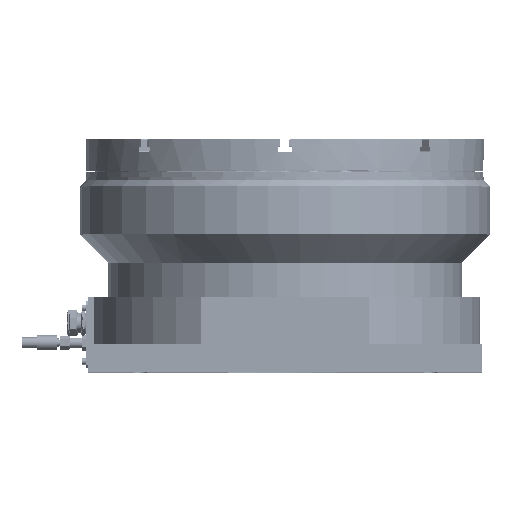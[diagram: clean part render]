
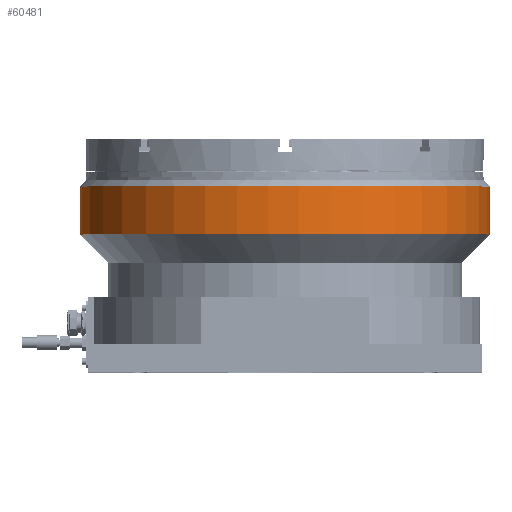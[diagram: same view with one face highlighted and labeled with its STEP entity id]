
A CAD part, top view. The second image highlights one B-rep face of the part: STEP entity #60481.
In plain terms, the highlighted free-form (B-spline) face has degree [2, 1] with [5, 2] control points.
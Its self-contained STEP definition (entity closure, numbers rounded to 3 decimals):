
#60450 = VERTEX_POINT('',#60451);
#60451 = CARTESIAN_POINT('',(-336.863,-77.738,
    0.));
#60456 = EDGE_CURVE('',#60450,#60457,#60459,.T.);
#60457 = VERTEX_POINT('',#60458);
#60458 = CARTESIAN_POINT('',(336.863,-77.738,
    0.));
#60459 = ( BOUNDED_CURVE() B_SPLINE_CURVE(2,(#60460,#60461,#60462,#60463
,#60464),.UNSPECIFIED.,.F.,.F.) B_SPLINE_CURVE_WITH_KNOTS((3,2,3),(0.,
1.571,3.142),.PIECEWISE_BEZIER_KNOTS.) CURVE() 
GEOMETRIC_REPRESENTATION_ITEM() RATIONAL_B_SPLINE_CURVE((1.,
0.707,1.,0.707,1.)) REPRESENTATION_ITEM('') );
#60460 = CARTESIAN_POINT('',(-336.863,-77.738,
    0.));
#60461 = CARTESIAN_POINT('',(-336.863,-77.738,
    336.863));
#60462 = CARTESIAN_POINT('',(0.,-77.738,
    336.863));
#60463 = CARTESIAN_POINT('',(336.863,-77.738,
    336.863));
#60464 = CARTESIAN_POINT('',(336.863,-77.738,
    0.));
#60481 = ADVANCED_FACE('',(#60482),#60507,.T.);
#60482 = FACE_BOUND('',#60483,.T.);
#60483 = EDGE_LOOP('',(#60484,#60496,#60501,#60502));
#60484 = ORIENTED_EDGE('',*,*,#60485,.T.);
#60485 = EDGE_CURVE('',#60486,#60488,#60490,.T.);
#60486 = VERTEX_POINT('',#60487);
#60487 = CARTESIAN_POINT('',(-336.863,-156.512,
    0.));
#60488 = VERTEX_POINT('',#60489);
#60489 = CARTESIAN_POINT('',(336.863,-156.512,
    0.));
#60490 = ( BOUNDED_CURVE() B_SPLINE_CURVE(2,(#60491,#60492,#60493,#60494
,#60495),.UNSPECIFIED.,.F.,.F.) B_SPLINE_CURVE_WITH_KNOTS((3,2,3),(0.,
1.571,3.142),.PIECEWISE_BEZIER_KNOTS.) CURVE() 
GEOMETRIC_REPRESENTATION_ITEM() RATIONAL_B_SPLINE_CURVE((1.,
0.707,1.,0.707,1.)) REPRESENTATION_ITEM('') );
#60491 = CARTESIAN_POINT('',(-336.863,-156.512,
    0.));
#60492 = CARTESIAN_POINT('',(-336.863,-156.512,
    336.863));
#60493 = CARTESIAN_POINT('',(0.,-156.512,
    336.863));
#60494 = CARTESIAN_POINT('',(336.863,-156.512,
    336.863));
#60495 = CARTESIAN_POINT('',(336.863,-156.512,
    0.));
#60496 = ORIENTED_EDGE('',*,*,#60497,.T.);
#60497 = EDGE_CURVE('',#60488,#60457,#60498,.T.);
#60498 = B_SPLINE_CURVE_WITH_KNOTS('',1,(#60499,#60500),.UNSPECIFIED.,
  .F.,.F.,(2,2),(-91.,-15.),.PIECEWISE_BEZIER_KNOTS.);
#60499 = CARTESIAN_POINT('',(336.863,-156.512,
    0.));
#60500 = CARTESIAN_POINT('',(336.863,-77.738,
    0.));
#60501 = ORIENTED_EDGE('',*,*,#60456,.F.);
#60502 = ORIENTED_EDGE('',*,*,#60503,.F.);
#60503 = EDGE_CURVE('',#60486,#60450,#60504,.T.);
#60504 = B_SPLINE_CURVE_WITH_KNOTS('',1,(#60505,#60506),.UNSPECIFIED.,
  .F.,.F.,(2,2),(-91.,-15.),.PIECEWISE_BEZIER_KNOTS.);
#60505 = CARTESIAN_POINT('',(-336.863,-156.512,
    0.));
#60506 = CARTESIAN_POINT('',(-336.863,-77.738,
    0.));
#60507 = ( BOUNDED_SURFACE() B_SPLINE_SURFACE(2,1,(
    (#60508,#60509)
    ,(#60510,#60511)
    ,(#60512,#60513)
    ,(#60514,#60515)
    ,(#60516,#60517
)),.UNSPECIFIED.,.F.,.F.,.F.) B_SPLINE_SURFACE_WITH_KNOTS((3,2,3),(2,2),
  (0.,1.571,3.142),(-91.,-15.),
.PIECEWISE_BEZIER_KNOTS.) GEOMETRIC_REPRESENTATION_ITEM() 
RATIONAL_B_SPLINE_SURFACE((
    (1.,1.)
    ,(0.707,0.707)
    ,(1.,1.)
    ,(0.707,0.707)
,(1.,1.))) REPRESENTATION_ITEM('') SURFACE() );
#60508 = CARTESIAN_POINT('',(-336.863,-156.512,
    0.));
#60509 = CARTESIAN_POINT('',(-336.863,-77.738,
    0.));
#60510 = CARTESIAN_POINT('',(-336.863,-156.512,
    336.863));
#60511 = CARTESIAN_POINT('',(-336.863,-77.738,
    336.863));
#60512 = CARTESIAN_POINT('',(0.,-156.512,
    336.863));
#60513 = CARTESIAN_POINT('',(0.,-77.738,
    336.863));
#60514 = CARTESIAN_POINT('',(336.863,-156.512,
    336.863));
#60515 = CARTESIAN_POINT('',(336.863,-77.738,
    336.863));
#60516 = CARTESIAN_POINT('',(336.863,-156.512,
    0.));
#60517 = CARTESIAN_POINT('',(336.863,-77.738,
    0.));
